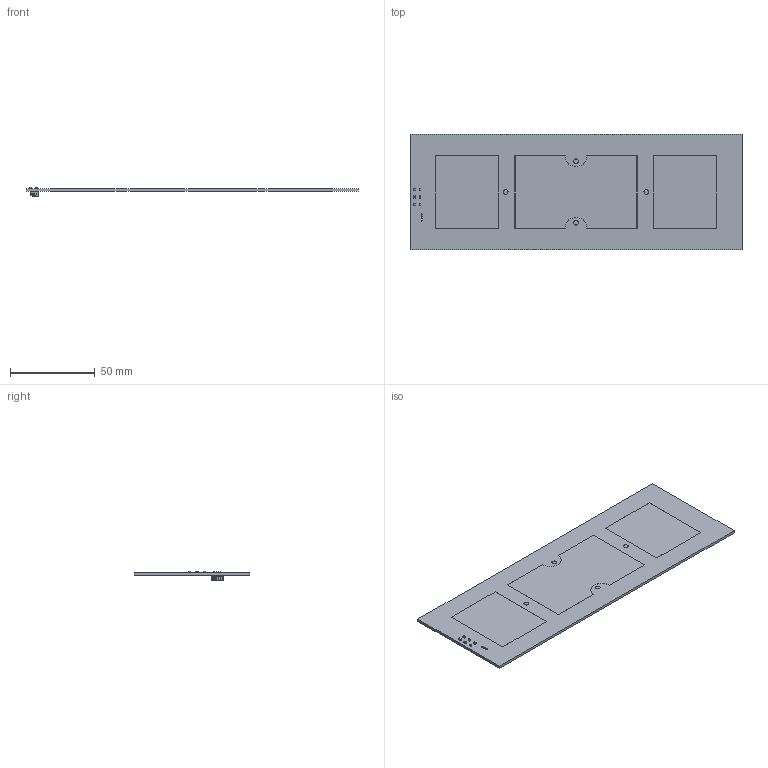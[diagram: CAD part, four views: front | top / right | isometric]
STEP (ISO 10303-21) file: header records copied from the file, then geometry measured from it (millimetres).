
FILE_DESCRIPTION(('Designed by EasyEDA Pro'),'2;1');
FILE_NAME('Open CASCADE Shape Model','2024-10-17T12:05:05',('Author'),( 'Open CASCADE'),'Open CASCADE STEP processor 7.8','Open CASCADE 7.8' ,'Unknown');
FILE_SCHEMA(('AUTOMOTIVE_DESIGN { 1 0 10303 214 1 1 1 1 }'));
Length unit declared in the file: millimetre
Products named in the file (15): PCBModel; TopTrack; BottomTrack; Board; VQT9-2; C0603; SOLID; VQT9-4; VQT9-3; VQT9-6; VQT9-5; VQT9-1; VQT9-U1; CONN-TH_1.25T-4AW; COMPOUND
Assembly tree (19 placements, depth 4):
  PCBModel
    TopTrack
    BottomTrack
    Board
    VQT9-2
      C0603
        SOLID
    VQT9-4
      C0603
        SOLID
    VQT9-3
      C0603
        SOLID
    VQT9-6
      C0603
        SOLID
    VQT9-5
      C0603
        SOLID
    VQT9-1
      C0603
        SOLID
    VQT9-U1
      CONN-TH_1.25T-4AW
        COMPOUND
Bounding box: 195.97 x 67.97 x 5.65 mm (x, y, z)
Volume: 21336.4 mm3; surface area: 29648 mm2
Topology: 28 solids, 28 shells, 2652 faces, 7177 edges, 4704 vertices
Faces by surface type: plane 1550, bspline 786, cylinder 268, sphere 48
Entity records: 36188 total; most frequent: CARTESIAN_POINT 9585, ORIENTED_EDGE 4628, DIRECTION 3272, EDGE_CURVE 2314, LINE 1630, VECTOR 1630, VERTEX_POINT 1534, FACE_BOUND 942
